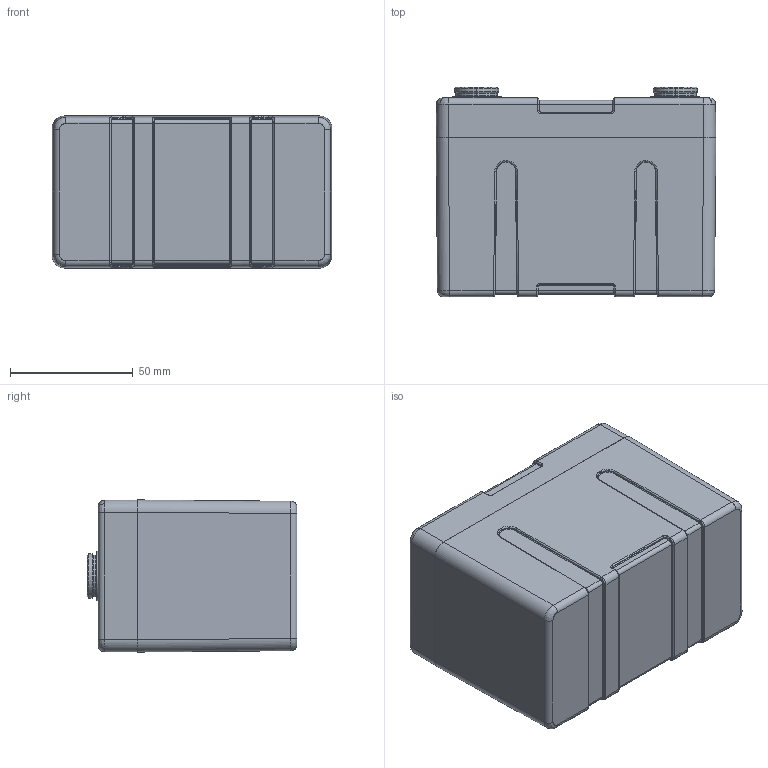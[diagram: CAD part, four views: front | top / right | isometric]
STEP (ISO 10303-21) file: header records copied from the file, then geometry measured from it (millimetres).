
FILE_DESCRIPTION (( 'STEP AP203' ), '1' );
FILE_NAME ('Andrena_5.0AH_BC_2023-04-21.STEP', '2023-04-21T07:47:20', ( '' ), ( '' ), 'SwSTEP 2.0', 'SolidWorks 2022', '' );
FILE_SCHEMA (( 'CONFIG_CONTROL_DESIGN' ));
Length unit declared in the file: millimetre
Products named in the file (1): Andrena_5.0AH_BC_2023-04-21
Bounding box: 114 x 85.5 x 62 mm (x, y, z)
Volume: 557124.8 mm3; surface area: 42297.7 mm2
Topology: 1 solids, 1 shells, 349 faces, 823 edges, 474 vertices
Faces by surface type: cylinder 162, bspline 76, plane 71, torus 20, sphere 12, cone 8
Entity records: 13486 total; most frequent: CARTESIAN_POINT 5973, ORIENTED_EDGE 1614, DIRECTION 1483, EDGE_CURVE 807, AXIS2_PLACEMENT_3D 574, VERTEX_POINT 474, EDGE_LOOP 363, ADVANCED_FACE 349
